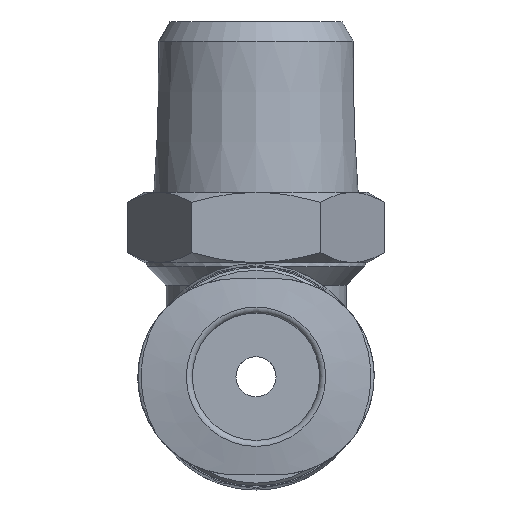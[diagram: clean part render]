
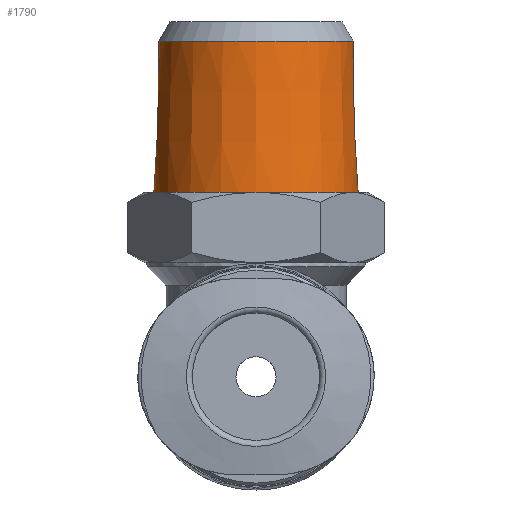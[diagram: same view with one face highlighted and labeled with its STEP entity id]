
A CAD part, left-side view. The second image highlights one B-rep face of the part: STEP entity #1790.
In plain terms, the highlighted conical face has half-angle 1.788 degrees and reference radius 5.098 mm.
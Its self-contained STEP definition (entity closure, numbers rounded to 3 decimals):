
#59=CONICAL_SURFACE('',#1914,5.098,0.031);
#206=CIRCLE('',#1913,4.862);
#207=CIRCLE('',#1915,5.098);
#390=ORIENTED_EDGE('',*,*,#683,.F.);
#391=ORIENTED_EDGE('',*,*,#684,.T.);
#683=EDGE_CURVE('',#826,#826,#206,.T.);
#684=EDGE_CURVE('',#827,#827,#207,.T.);
#826=VERTEX_POINT('',#2722);
#827=VERTEX_POINT('',#2725);
#961=EDGE_LOOP('',(#390));
#962=EDGE_LOOP('',(#391));
#1083=FACE_BOUND('',#961,.T.);
#1084=FACE_BOUND('',#962,.T.);
#1790=ADVANCED_FACE('',(#1083,#1084),#59,.T.);
#1913=AXIS2_PLACEMENT_3D('',#2721,#2158,#2159);
#1914=AXIS2_PLACEMENT_3D('',#2723,#2160,#2161);
#1915=AXIS2_PLACEMENT_3D('',#2724,#2162,#2163);
#2158=DIRECTION('',(0.,0.,1.));
#2159=DIRECTION('',(1.,0.,0.));
#2160=DIRECTION('',(0.,0.,-1.));
#2161=DIRECTION('',(-1.,0.,0.));
#2162=DIRECTION('',(0.,0.,1.));
#2163=DIRECTION('',(1.,0.,0.));
#2721=CARTESIAN_POINT('',(0.,0.,16.735));
#2722=CARTESIAN_POINT('',(4.862,0.,16.735));
#2723=CARTESIAN_POINT('',(0.,0.,9.2));
#2724=CARTESIAN_POINT('',(0.,0.,9.2));
#2725=CARTESIAN_POINT('',(5.098,0.,9.2));
